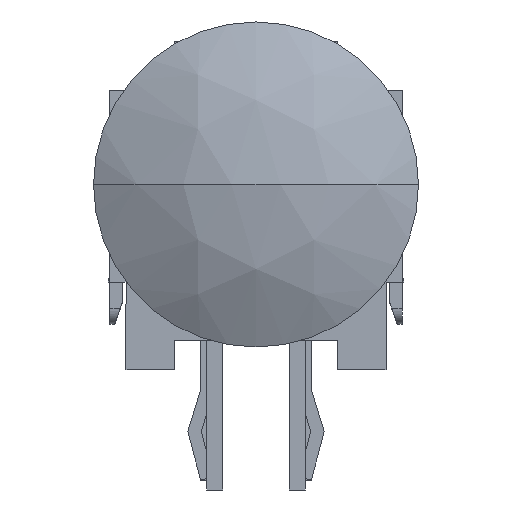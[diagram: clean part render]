
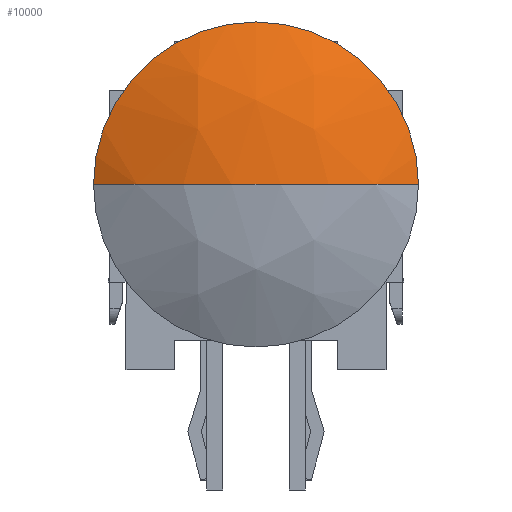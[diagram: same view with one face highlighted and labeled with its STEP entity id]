
A CAD part, left-side view. The second image highlights one B-rep face of the part: STEP entity #10000.
In plain terms, the highlighted free-form (B-spline) face has degree [3, 3] with [4, 4] control points.
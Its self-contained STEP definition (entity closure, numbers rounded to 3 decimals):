
#620 =( BOUNDED_SURFACE ( )  B_SPLINE_SURFACE ( 3, 3, ( 
 ( #21907, #19748, #21541, #4512 ),
 ( #9941, #4632, #18211, #6531 ),
 ( #16164, #11837, #803, #14247 ),
 ( #12208, #17720, #15793, #4267 ) ),
 .UNSPECIFIED., .F., .F., .T. ) 
 B_SPLINE_SURFACE_WITH_KNOTS ( ( 4, 4 ),
 ( 4, 4 ),
 ( 0., 1. ),
 ( 0., 1. ),
 .UNSPECIFIED. ) 
 GEOMETRIC_REPRESENTATION_ITEM ( )  RATIONAL_B_SPLINE_SURFACE ( (
 ( 1., 0.975, 0.975, 1.),
 ( 0.901, 0.878, 0.878, 0.901),
 ( 0.901, 0.878, 0.878, 0.901),
 ( 1., 0.975, 0.975, 1.) ) ) 
 REPRESENTATION_ITEM ( '' )  SURFACE ( )  );
#803 = CARTESIAN_POINT ( 'NONE',  ( -20.28, 1.87, 4.884 ) ) ;
#1316 = EDGE_CURVE ( 'NONE', #1729, #24255, #19161, .T. ) ;
#1486 = AXIS2_PLACEMENT_3D ( 'NONE', #3377, #7333, #15047 ) ;
#1606 = AXIS2_PLACEMENT_3D ( 'NONE', #7476, #15196, #13303 ) ;
#1729 = VERTEX_POINT ( 'NONE', #16978 ) ;
#2760 = ORIENTED_EDGE ( 'NONE', *, *, #23572, .F. ) ;
#3377 = CARTESIAN_POINT ( 'NONE',  ( -18.35, 0., 3.001 ) ) ;
#4267 = CARTESIAN_POINT ( 'NONE',  ( -18.317, 5.054, 3.001 ) ) ;
#4512 = CARTESIAN_POINT ( 'NONE',  ( -18.317, -5.054, 3.001 ) ) ;
#4632 = CARTESIAN_POINT ( 'NONE',  ( -19.769, -1.87, 6.698 ) ) ;
#6531 = CARTESIAN_POINT ( 'NONE',  ( -20.28, -1.87, 3.001 ) ) ;
#7333 = DIRECTION ( 'NONE',  ( 1., 0., 0. ) ) ;
#7476 = CARTESIAN_POINT ( 'NONE',  ( -10.121, 0., 3.001 ) ) ;
#9643 = EDGE_CURVE ( 'NONE', #24255, #22105, #11311, .T. ) ;
#9941 = CARTESIAN_POINT ( 'NONE',  ( -18.786, -1.87, 8.304 ) ) ;
#9989 = DIRECTION ( 'NONE',  ( 0., 0., -1. ) ) ;
#10000 = ADVANCED_FACE ( 'NONE', ( #24068 ), #620, .T. ) ;
#11311 = CIRCLE ( 'NONE', #1606, 9.629 ) ;
#11837 = CARTESIAN_POINT ( 'NONE',  ( -19.769, 1.87, 6.698 ) ) ;
#12208 = CARTESIAN_POINT ( 'NONE',  ( -17.111, 5.054, 7.279 ) ) ;
#12925 = CARTESIAN_POINT ( 'NONE',  ( -18.35, -5., 3.001 ) ) ;
#13303 = DIRECTION ( 'NONE',  ( 0., -1., 0. ) ) ;
#14002 = ORIENTED_EDGE ( 'NONE', *, *, #9643, .F. ) ;
#14247 = CARTESIAN_POINT ( 'NONE',  ( -20.28, 1.87, 3.001 ) ) ;
#15047 = DIRECTION ( 'NONE',  ( 0., 0., -1. ) ) ;
#15196 = DIRECTION ( 'NONE',  ( 0., 0., -1. ) ) ;
#15714 = DIRECTION ( 'NONE',  ( 1., 0., 0. ) ) ;
#15793 = CARTESIAN_POINT ( 'NONE',  ( -18.317, 5.054, 4.52 ) ) ;
#16164 = CARTESIAN_POINT ( 'NONE',  ( -18.786, 1.87, 8.304 ) ) ;
#16978 = CARTESIAN_POINT ( 'NONE',  ( -18.35, 0., 8.001 ) ) ;
#17720 = CARTESIAN_POINT ( 'NONE',  ( -17.905, 5.054, 5.983 ) ) ;
#17765 = CARTESIAN_POINT ( 'NONE',  ( -18.35, 5., 3.001 ) ) ;
#18211 = CARTESIAN_POINT ( 'NONE',  ( -20.28, -1.87, 4.884 ) ) ;
#19161 = CIRCLE ( 'NONE', #20370, 5. ) ;
#19748 = CARTESIAN_POINT ( 'NONE',  ( -17.905, -5.054, 5.983 ) ) ;
#19890 = ORIENTED_EDGE ( 'NONE', *, *, #1316, .F. ) ;
#20150 = CIRCLE ( 'NONE', #1486, 5. ) ;
#20370 = AXIS2_PLACEMENT_3D ( 'NONE', #23749, #15714, #9989 ) ;
#21541 = CARTESIAN_POINT ( 'NONE',  ( -18.317, -5.054, 4.52 ) ) ;
#21907 = CARTESIAN_POINT ( 'NONE',  ( -17.111, -5.054, 7.279 ) ) ;
#22105 = VERTEX_POINT ( 'NONE', #17765 ) ;
#22437 = EDGE_LOOP ( 'NONE', ( #14002, #19890, #2760 ) ) ;
#23572 = EDGE_CURVE ( 'NONE', #22105, #1729, #20150, .T. ) ;
#23749 = CARTESIAN_POINT ( 'NONE',  ( -18.35, 0., 3.001 ) ) ;
#24068 = FACE_OUTER_BOUND ( 'NONE', #22437, .T. ) ;
#24255 = VERTEX_POINT ( 'NONE', #12925 ) ;
